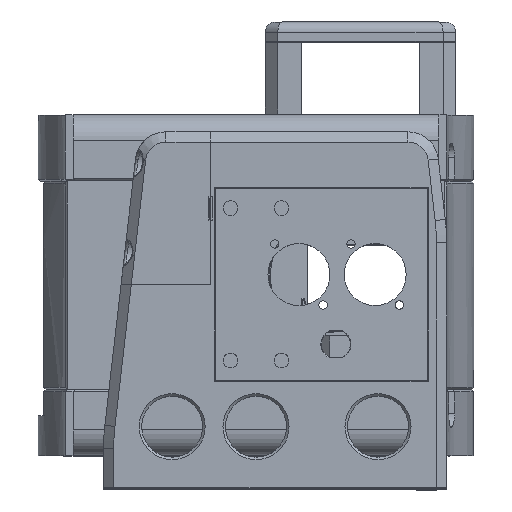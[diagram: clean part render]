
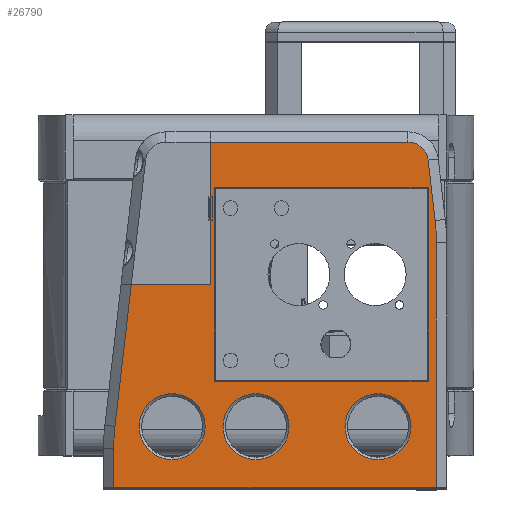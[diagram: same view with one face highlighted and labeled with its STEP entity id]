
A CAD part, top view. The second image highlights one B-rep face of the part: STEP entity #26790.
In plain terms, the highlighted planar face has unit normal (0, 0, 1).
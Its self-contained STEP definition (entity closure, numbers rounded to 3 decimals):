
#654=CIRCLE('',#28529,13.);
#655=CIRCLE('',#28531,76.);
#656=CIRCLE('',#28532,76.);
#657=CIRCLE('',#28533,8.);
#658=CIRCLE('',#28534,13.);
#659=CIRCLE('',#28535,13.);
#1184=FACE_BOUND('',#3555,.T.);
#1185=FACE_BOUND('',#3556,.T.);
#1186=FACE_BOUND('',#3557,.T.);
#1187=FACE_BOUND('',#3558,.T.);
#1869=FACE_OUTER_BOUND('',#3554,.T.);
#3554=EDGE_LOOP('',(#18936,#18937,#18938,#18939,#18940,#18941,#18942,#18943,
#18944,#18945,#18946));
#3555=EDGE_LOOP('',(#18947));
#3556=EDGE_LOOP('',(#18948,#18949,#18950,#18951));
#3557=EDGE_LOOP('',(#18952));
#3558=EDGE_LOOP('',(#18953));
#5523=LINE('',#39341,#8622);
#5692=LINE('',#39711,#8791);
#5704=LINE('',#39777,#8803);
#5705=LINE('',#39779,#8804);
#5706=LINE('',#39782,#8805);
#5707=LINE('',#39784,#8806);
#5708=LINE('',#39788,#8807);
#5709=LINE('',#39791,#8808);
#5710=LINE('',#39796,#8809);
#5711=LINE('',#39798,#8810);
#5712=LINE('',#39800,#8811);
#5713=LINE('',#39801,#8812);
#8622=VECTOR('',#31332,10.);
#8791=VECTOR('',#31627,10.);
#8803=VECTOR('',#31703,10.);
#8804=VECTOR('',#31704,10.);
#8805=VECTOR('',#31707,10.);
#8806=VECTOR('',#31708,10.);
#8807=VECTOR('',#31711,10.);
#8808=VECTOR('',#31714,10.);
#8809=VECTOR('',#31717,10.);
#8810=VECTOR('',#31718,10.);
#8811=VECTOR('',#31719,10.);
#8812=VECTOR('',#31720,10.);
#11639=VERTEX_POINT('',#39338);
#11640=VERTEX_POINT('',#39340);
#11777=VERTEX_POINT('',#39708);
#11778=VERTEX_POINT('',#39710);
#11799=VERTEX_POINT('',#39772);
#11800=VERTEX_POINT('',#39776);
#11801=VERTEX_POINT('',#39778);
#11802=VERTEX_POINT('',#39780);
#11803=VERTEX_POINT('',#39783);
#11804=VERTEX_POINT('',#39785);
#11805=VERTEX_POINT('',#39787);
#11806=VERTEX_POINT('',#39789);
#11807=VERTEX_POINT('',#39792);
#11808=VERTEX_POINT('',#39794);
#11809=VERTEX_POINT('',#39795);
#11810=VERTEX_POINT('',#39797);
#11811=VERTEX_POINT('',#39799);
#11812=VERTEX_POINT('',#39802);
#14235=EDGE_CURVE('',#11640,#11639,#5523,.T.);
#14421=EDGE_CURVE('',#11778,#11777,#5692,.T.);
#14450=EDGE_CURVE('',#11799,#11799,#654,.T.);
#14452=EDGE_CURVE('',#11639,#11800,#5704,.T.);
#14453=EDGE_CURVE('',#11801,#11800,#5705,.T.);
#14454=EDGE_CURVE('',#11802,#11801,#655,.T.);
#14455=EDGE_CURVE('',#11778,#11802,#5706,.T.);
#14456=EDGE_CURVE('',#11803,#11777,#5707,.T.);
#14457=EDGE_CURVE('',#11804,#11803,#656,.T.);
#14458=EDGE_CURVE('',#11805,#11804,#5708,.T.);
#14459=EDGE_CURVE('',#11806,#11805,#657,.T.);
#14460=EDGE_CURVE('',#11640,#11806,#5709,.T.);
#14461=EDGE_CURVE('',#11807,#11807,#658,.T.);
#14462=EDGE_CURVE('',#11808,#11809,#5710,.T.);
#14463=EDGE_CURVE('',#11809,#11810,#5711,.T.);
#14464=EDGE_CURVE('',#11810,#11811,#5712,.T.);
#14465=EDGE_CURVE('',#11811,#11808,#5713,.T.);
#14466=EDGE_CURVE('',#11812,#11812,#659,.T.);
#18936=ORIENTED_EDGE('',*,*,#14452,.T.);
#18937=ORIENTED_EDGE('',*,*,#14453,.F.);
#18938=ORIENTED_EDGE('',*,*,#14454,.F.);
#18939=ORIENTED_EDGE('',*,*,#14455,.F.);
#18940=ORIENTED_EDGE('',*,*,#14421,.T.);
#18941=ORIENTED_EDGE('',*,*,#14456,.F.);
#18942=ORIENTED_EDGE('',*,*,#14457,.F.);
#18943=ORIENTED_EDGE('',*,*,#14458,.F.);
#18944=ORIENTED_EDGE('',*,*,#14459,.F.);
#18945=ORIENTED_EDGE('',*,*,#14460,.F.);
#18946=ORIENTED_EDGE('',*,*,#14235,.T.);
#18947=ORIENTED_EDGE('',*,*,#14461,.F.);
#18948=ORIENTED_EDGE('',*,*,#14462,.T.);
#18949=ORIENTED_EDGE('',*,*,#14463,.T.);
#18950=ORIENTED_EDGE('',*,*,#14464,.T.);
#18951=ORIENTED_EDGE('',*,*,#14465,.T.);
#18952=ORIENTED_EDGE('',*,*,#14466,.F.);
#18953=ORIENTED_EDGE('',*,*,#14450,.F.);
#25493=PLANE('',#28530);
#26790=ADVANCED_FACE('',(#1869,#1184,#1185,#1186,#1187),#25493,.T.);
#28529=AXIS2_PLACEMENT_3D('',#39773,#31698,#31699);
#28530=AXIS2_PLACEMENT_3D('',#39775,#31701,#31702);
#28531=AXIS2_PLACEMENT_3D('',#39781,#31705,#31706);
#28532=AXIS2_PLACEMENT_3D('',#39786,#31709,#31710);
#28533=AXIS2_PLACEMENT_3D('',#39790,#31712,#31713);
#28534=AXIS2_PLACEMENT_3D('',#39793,#31715,#31716);
#28535=AXIS2_PLACEMENT_3D('',#39803,#31721,#31722);
#31332=DIRECTION('',(0.,-1.,0.));
#31627=DIRECTION('',(1.,0.,0.));
#31698=DIRECTION('center_axis',(0.,0.,1.));
#31699=DIRECTION('ref_axis',(-1.,0.,0.));
#31701=DIRECTION('center_axis',(0.,0.,1.));
#31702=DIRECTION('ref_axis',(1.,0.,0.));
#31703=DIRECTION('',(-1.,0.,0.));
#31704=DIRECTION('',(0.114,0.993,0.));
#31705=DIRECTION('center_axis',(0.,0.,-1.));
#31706=DIRECTION('ref_axis',(-0.998,0.057,0.));
#31707=DIRECTION('',(0.,1.,0.));
#31708=DIRECTION('',(0.,-1.,0.));
#31709=DIRECTION('center_axis',(0.,0.,-1.));
#31710=DIRECTION('ref_axis',(0.998,0.058,0.));
#31711=DIRECTION('',(0.115,-0.993,0.));
#31712=DIRECTION('center_axis',(0.,0.,-1.));
#31713=DIRECTION('ref_axis',(0.665,0.747,0.));
#31714=DIRECTION('',(1.,0.,0.));
#31715=DIRECTION('center_axis',(0.,0.,1.));
#31716=DIRECTION('ref_axis',(-1.,0.,0.));
#31717=DIRECTION('',(-1.,0.,0.));
#31718=DIRECTION('',(0.,1.,0.));
#31719=DIRECTION('',(1.,0.,0.));
#31720=DIRECTION('',(0.,-1.,0.));
#31721=DIRECTION('center_axis',(0.,0.,1.));
#31722=DIRECTION('ref_axis',(-1.,0.,0.));
#39338=CARTESIAN_POINT('',(-17.8,0.,266.));
#39340=CARTESIAN_POINT('',(-17.8,56.,266.));
#39341=CARTESIAN_POINT('',(-17.8,25.,266.));
#39708=CARTESIAN_POINT('',(71.,-80.,266.));
#39710=CARTESIAN_POINT('',(-56.,-80.,266.));
#39711=CARTESIAN_POINT('',(75.,-80.,266.));
#39772=CARTESIAN_POINT('',(61.,-56.,266.));
#39773=CARTESIAN_POINT('Origin',(48.,-56.,266.));
#39775=CARTESIAN_POINT('Origin',(7.5,-10.,266.));
#39776=CARTESIAN_POINT('',(-49.074,0.,266.));
#39777=CARTESIAN_POINT('',(-5.15,0.,266.));
#39778=CARTESIAN_POINT('',(-55.502,-55.902,266.));
#39779=CARTESIAN_POINT('',(-45.849,28.047,266.));
#39780=CARTESIAN_POINT('',(-56.,-64.585,266.));
#39781=CARTESIAN_POINT('Origin',(20.,-64.585,266.));
#39782=CARTESIAN_POINT('',(-56.,-35.,266.));
#39783=CARTESIAN_POINT('',(71.,16.387,266.));
#39784=CARTESIAN_POINT('',(71.,-45.,266.));
#39785=CARTESIAN_POINT('',(70.496,25.122,266.));
#39786=CARTESIAN_POINT('Origin',(-5.,16.387,266.));
#39787=CARTESIAN_POINT('',(67.743,48.919,266.));
#39788=CARTESIAN_POINT('',(72.35,9.098,266.));
#39789=CARTESIAN_POINT('',(59.796,56.,266.));
#39790=CARTESIAN_POINT('Origin',(59.796,48.,266.));
#39791=CARTESIAN_POINT('',(38.994,56.,266.));
#39792=CARTESIAN_POINT('',(13.,-56.,266.));
#39793=CARTESIAN_POINT('Origin',(0.,-56.,266.));
#39794=CARTESIAN_POINT('',(67.7,-38.1,266.));
#39795=CARTESIAN_POINT('',(-16.3,-38.1,266.));
#39796=CARTESIAN_POINT('',(37.6,-38.1,266.));
#39797=CARTESIAN_POINT('',(-16.3,38.1,266.));
#39798=CARTESIAN_POINT('',(-16.3,-24.05,266.));
#39799=CARTESIAN_POINT('',(67.7,38.1,266.));
#39800=CARTESIAN_POINT('',(-4.4,38.1,266.));
#39801=CARTESIAN_POINT('',(67.7,14.05,266.));
#39802=CARTESIAN_POINT('',(-20.,-56.,266.));
#39803=CARTESIAN_POINT('Origin',(-33.,-56.,266.));
